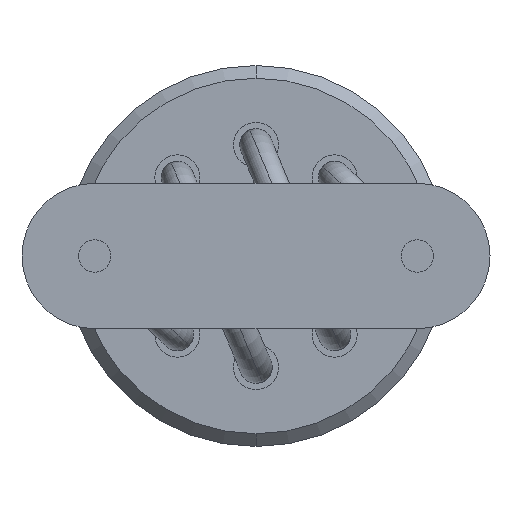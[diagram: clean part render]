
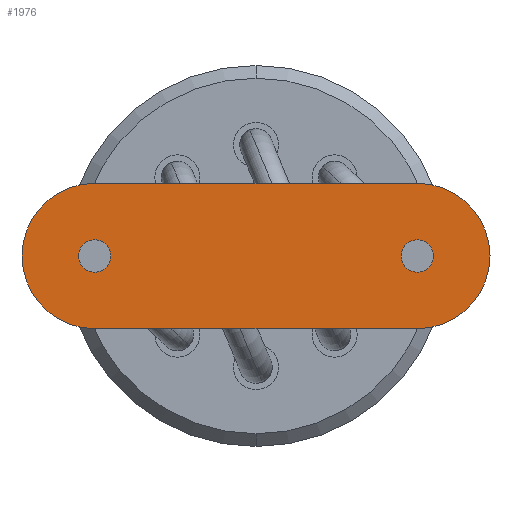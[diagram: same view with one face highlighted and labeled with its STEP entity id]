
A CAD part, front view. The second image highlights one B-rep face of the part: STEP entity #1976.
In plain terms, the highlighted planar face has unit normal (0, -1, 0).
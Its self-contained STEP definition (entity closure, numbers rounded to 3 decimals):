
#13 = EDGE_LOOP ( 'NONE', ( #3535, #3750 ) ) ;
#19 = ORIENTED_EDGE ( 'NONE', *, *, #1925, .F. ) ;
#44 = EDGE_LOOP ( 'NONE', ( #3131, #1620 ) ) ;
#190 = EDGE_LOOP ( 'NONE', ( #2409, #3230, #19, #1905 ) ) ;
#238 = VERTEX_POINT ( 'NONE', #1039 ) ;
#268 = VERTEX_POINT ( 'NONE', #1369 ) ;
#336 = DIRECTION ( 'NONE',  ( 0., 0., -1. ) ) ;
#376 = DIRECTION ( 'NONE',  ( 1., 0., 0. ) ) ;
#421 = FACE_OUTER_BOUND ( 'NONE', #190, .T. ) ;
#470 = VERTEX_POINT ( 'NONE', #1673 ) ;
#556 = DIRECTION ( 'NONE',  ( 0., 0., -1. ) ) ;
#813 = PLANE ( 'NONE',  #3539 ) ;
#824 = CARTESIAN_POINT ( 'NONE',  ( -2.54, 0., 0. ) ) ;
#853 = DIRECTION ( 'NONE',  ( 0., 1., 0. ) ) ;
#878 = EDGE_CURVE ( 'NONE', #2999, #268, #2587, .T. ) ;
#903 = VERTEX_POINT ( 'NONE', #2464 ) ;
#922 = LINE ( 'NONE', #2997, #2381 ) ;
#1039 = CARTESIAN_POINT ( 'NONE',  ( -2.54, 0., 0.255 ) ) ;
#1071 = AXIS2_PLACEMENT_3D ( 'NONE', #824, #3802, #2618 ) ;
#1110 = DIRECTION ( 'NONE',  ( 0., 0., 1. ) ) ;
#1151 = DIRECTION ( 'NONE',  ( 0., 0., 1. ) ) ;
#1153 = FACE_BOUND ( 'NONE', #13, .T. ) ;
#1197 = EDGE_CURVE ( 'NONE', #470, #903, #1891, .T. ) ;
#1257 = CIRCLE ( 'NONE', #1071, 0.255 ) ;
#1281 = DIRECTION ( 'NONE',  ( 0., 1., 0. ) ) ;
#1320 = CARTESIAN_POINT ( 'NONE',  ( -2.54, 0., -0.255 ) ) ;
#1369 = CARTESIAN_POINT ( 'NONE',  ( -2.54, 0., 1.145 ) ) ;
#1381 = CARTESIAN_POINT ( 'NONE',  ( 2.54, 0., -1.145 ) ) ;
#1433 = FACE_BOUND ( 'NONE', #44, .T. ) ;
#1448 = CARTESIAN_POINT ( 'NONE',  ( 2.54, 0., 0. ) ) ;
#1523 = DIRECTION ( 'NONE',  ( 0., 0., 1. ) ) ;
#1620 = ORIENTED_EDGE ( 'NONE', *, *, #2041, .T. ) ;
#1667 = AXIS2_PLACEMENT_3D ( 'NONE', #1448, #1726, #556 ) ;
#1673 = CARTESIAN_POINT ( 'NONE',  ( 2.54, 0., 0.255 ) ) ;
#1723 = EDGE_CURVE ( 'NONE', #3584, #2999, #922, .T. ) ;
#1726 = DIRECTION ( 'NONE',  ( 0., 1., 0. ) ) ;
#1789 = DIRECTION ( 'NONE',  ( 0., 1., 0. ) ) ;
#1804 = AXIS2_PLACEMENT_3D ( 'NONE', #3048, #1281, #1523 ) ;
#1847 = CARTESIAN_POINT ( 'NONE',  ( -2.54, 0., -1.145 ) ) ;
#1873 = DIRECTION ( 'NONE',  ( 0., 0., 1. ) ) ;
#1891 = CIRCLE ( 'NONE', #1667, 0.255 ) ;
#1905 = ORIENTED_EDGE ( 'NONE', *, *, #3321, .F. ) ;
#1917 = CARTESIAN_POINT ( 'NONE',  ( -2.54, 0., 0. ) ) ;
#1925 = EDGE_CURVE ( 'NONE', #2173, #3584, #2526, .T. ) ;
#1976 = ADVANCED_FACE ( 'NONE', ( #421, #1433, #1153 ), #813, .F. ) ;
#2041 = EDGE_CURVE ( 'NONE', #238, #3369, #1257, .T. ) ;
#2169 = AXIS2_PLACEMENT_3D ( 'NONE', #3021, #1789, #336 ) ;
#2173 = VERTEX_POINT ( 'NONE', #3393 ) ;
#2227 = CARTESIAN_POINT ( 'NONE',  ( -2.54, 0., 1.145 ) ) ;
#2330 = EDGE_CURVE ( 'NONE', #903, #470, #3789, .T. ) ;
#2381 = VECTOR ( 'NONE', #2955, 1000. ) ;
#2409 = ORIENTED_EDGE ( 'NONE', *, *, #878, .F. ) ;
#2461 = EDGE_CURVE ( 'NONE', #3369, #238, #3033, .T. ) ;
#2464 = CARTESIAN_POINT ( 'NONE',  ( 2.54, 0., -0.255 ) ) ;
#2526 = CIRCLE ( 'NONE', #2688, 1.145 ) ;
#2587 = CIRCLE ( 'NONE', #1804, 1.145 ) ;
#2618 = DIRECTION ( 'NONE',  ( 0., 0., 1. ) ) ;
#2688 = AXIS2_PLACEMENT_3D ( 'NONE', #3194, #3748, #1110 ) ;
#2793 = DIRECTION ( 'NONE',  ( 0., 1., 0. ) ) ;
#2955 = DIRECTION ( 'NONE',  ( -1., 0., 0. ) ) ;
#2997 = CARTESIAN_POINT ( 'NONE',  ( -2.54, 0., -1.145 ) ) ;
#2999 = VERTEX_POINT ( 'NONE', #1847 ) ;
#3021 = CARTESIAN_POINT ( 'NONE',  ( 2.54, 0., 0. ) ) ;
#3033 = CIRCLE ( 'NONE', #3332, 0.255 ) ;
#3048 = CARTESIAN_POINT ( 'NONE',  ( -2.54, 0., 0. ) ) ;
#3131 = ORIENTED_EDGE ( 'NONE', *, *, #2461, .T. ) ;
#3194 = CARTESIAN_POINT ( 'NONE',  ( 2.54, 0., 0. ) ) ;
#3206 = LINE ( 'NONE', #2227, #3431 ) ;
#3230 = ORIENTED_EDGE ( 'NONE', *, *, #1723, .F. ) ;
#3321 = EDGE_CURVE ( 'NONE', #268, #2173, #3206, .T. ) ;
#3332 = AXIS2_PLACEMENT_3D ( 'NONE', #1917, #2793, #1873 ) ;
#3369 = VERTEX_POINT ( 'NONE', #1320 ) ;
#3393 = CARTESIAN_POINT ( 'NONE',  ( 2.54, 0., 1.145 ) ) ;
#3431 = VECTOR ( 'NONE', #376, 1000. ) ;
#3528 = CARTESIAN_POINT ( 'NONE',  ( -2.54, 0., 0. ) ) ;
#3535 = ORIENTED_EDGE ( 'NONE', *, *, #2330, .T. ) ;
#3539 = AXIS2_PLACEMENT_3D ( 'NONE', #3528, #853, #1151 ) ;
#3584 = VERTEX_POINT ( 'NONE', #1381 ) ;
#3748 = DIRECTION ( 'NONE',  ( 0., 1., 0. ) ) ;
#3750 = ORIENTED_EDGE ( 'NONE', *, *, #1197, .T. ) ;
#3789 = CIRCLE ( 'NONE', #2169, 0.255 ) ;
#3802 = DIRECTION ( 'NONE',  ( 0., 1., 0. ) ) ;
